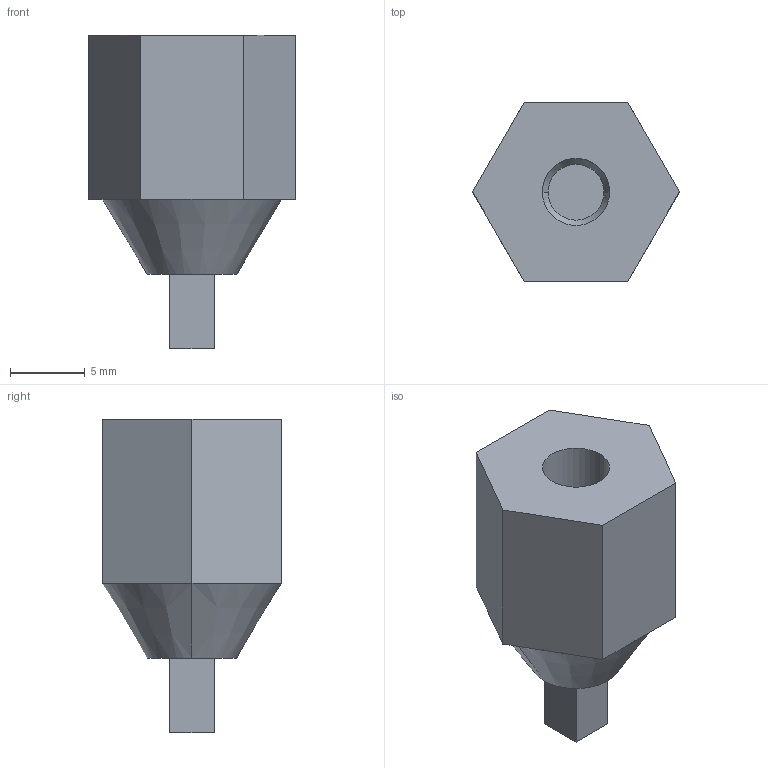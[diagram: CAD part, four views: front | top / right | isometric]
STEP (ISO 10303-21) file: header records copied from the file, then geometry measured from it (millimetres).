
FILE_DESCRIPTION (( 'STEP AP214' ), '1' );
FILE_NAME ('square_indentor.STEP', '2025-03-05T16:36:24', ( '' ), ( '' ), 'SwSTEP 2.0', 'SolidWorks 2024', '' );
FILE_SCHEMA (( 'AUTOMOTIVE_DESIGN' ));
Length unit declared in the file: millimetre
Products named in the file (1): square_indentor
Bounding box: 13.86 x 12 x 21 mm (x, y, z)
Volume: 1462.8 mm3; surface area: 1152.6 mm2
Topology: 1 solids, 7 shells, 65 faces, 140 edges, 92 vertices
Faces by surface type: plane 45, cone 11, cylinder 9
Entity records: 1869 total; most frequent: CARTESIAN_POINT 461, ORIENTED_EDGE 280, DIRECTION 274, EDGE_CURVE 140, AXIS2_PLACEMENT_3D 97, VERTEX_POINT 92, VECTOR 80, LINE 80
